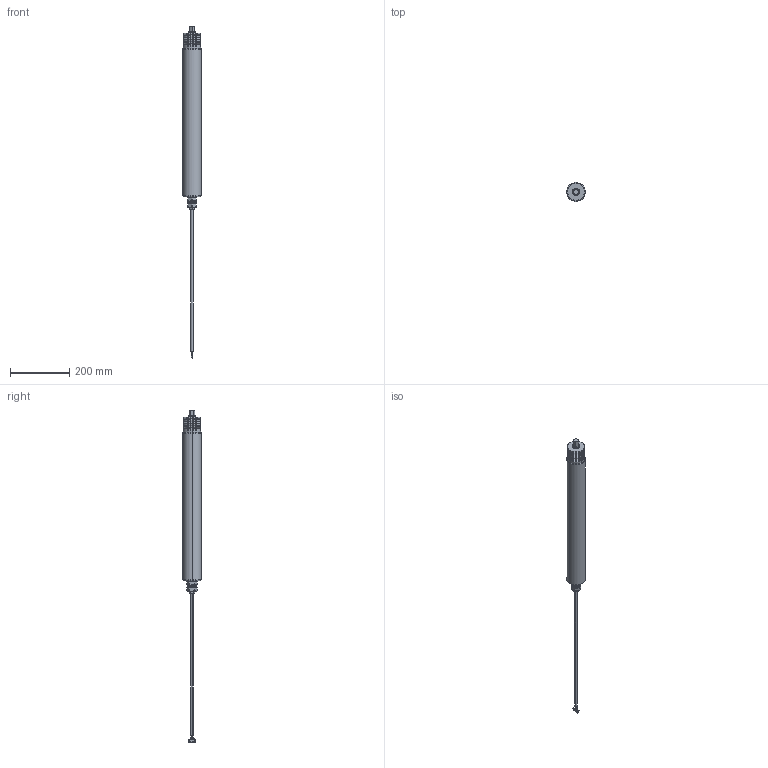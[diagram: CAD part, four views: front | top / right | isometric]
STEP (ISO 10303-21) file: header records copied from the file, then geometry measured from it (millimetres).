
FILE_DESCRIPTION (( 'STEP AP203' ), '1' );
FILE_NAME ('PR-PD-63-500-仩仩ASHQ_01-AK-22D017.STEP', '2022-04-15T09:39:50', ( 'giju' ), ( 'HP Inc.' ), 'SwSTEP 2.0', 'SolidWorks 2021', '' );
FILE_SCHEMA (( 'CONFIG_CONTROL_DESIGN' ));
Length unit declared in the file: millimetre
Products named in the file (5): PR-PD-63-500-仩仩ASHQ_01-AK-22D017; 歯付座金; M20ﾅｯﾄ; XHP-9-500mm
Assembly tree (6 placements, depth 2):
  PR-PD-63-500-仩仩ASHQ_01-AK-22D017
    PR-PD-63-500-仩仩ASHQ_01-AK-22D017
    M20ﾅｯﾄ  x2
    歯付座金  x2
    XHP-9-500mm
Bounding box: 63.5 x 63.5 x 1118.8 mm (x, y, z)
Volume: 1771616.2 mm3; surface area: 146765.6 mm2
Topology: 8 solids, 8 shells, 613 faces, 1499 edges, 930 vertices
Faces by surface type: plane 299, torus 104, cylinder 100, cone 88, bspline 22
Entity records: 16269 total; most frequent: CARTESIAN_POINT 3348, DIRECTION 2663, ORIENTED_EDGE 2520, EDGE_CURVE 1260, AXIS2_PLACEMENT_3D 945, LINE 773, VECTOR 773, VERTEX_POINT 772
